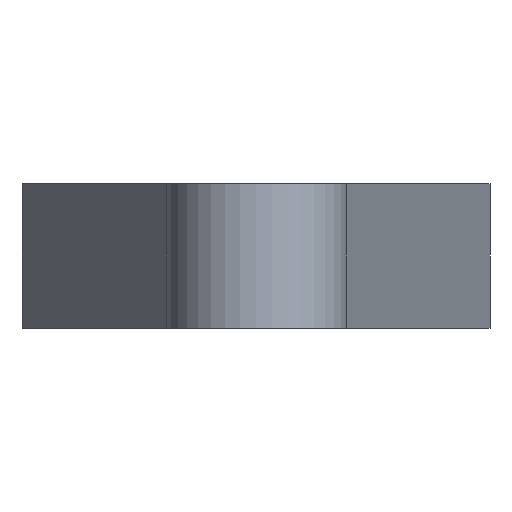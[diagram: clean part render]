
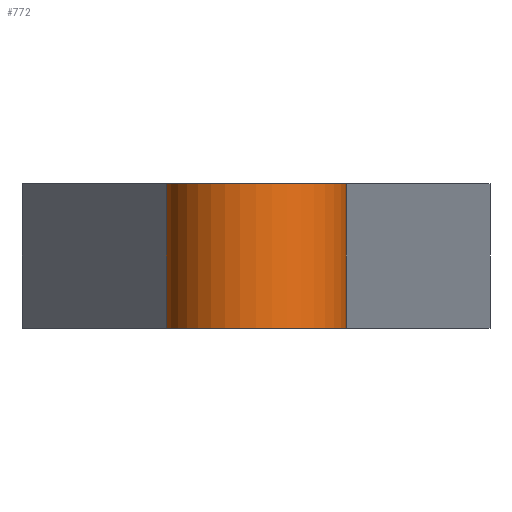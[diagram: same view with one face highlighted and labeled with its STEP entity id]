
A CAD part, left-side view. The second image highlights one B-rep face of the part: STEP entity #772.
In plain terms, the highlighted cylindrical face has radius 5 mm (diameter 10 mm), a partial arc.
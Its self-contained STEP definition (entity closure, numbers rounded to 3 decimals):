
#28=CYLINDRICAL_SURFACE('',#841,5.);
#41=CIRCLE('',#835,5.);
#44=CIRCLE('',#840,5.);
#73=FACE_OUTER_BOUND('',#122,.T.);
#122=EDGE_LOOP('',(#644,#645,#646,#647));
#215=LINE('',#1249,#307);
#216=LINE('',#1250,#308);
#307=VECTOR('',#1017,10.);
#308=VECTOR('',#1018,10.);
#363=VERTEX_POINT('',#1185);
#364=VERTEX_POINT('',#1186);
#378=VERTEX_POINT('',#1219);
#379=VERTEX_POINT('',#1220);
#453=EDGE_CURVE('',#363,#364,#41,.T.);
#470=EDGE_CURVE('',#378,#379,#44,.T.);
#485=EDGE_CURVE('',#364,#378,#215,.T.);
#486=EDGE_CURVE('',#379,#363,#216,.T.);
#644=ORIENTED_EDGE('',*,*,#470,.F.);
#645=ORIENTED_EDGE('',*,*,#485,.F.);
#646=ORIENTED_EDGE('',*,*,#453,.F.);
#647=ORIENTED_EDGE('',*,*,#486,.F.);
#772=ADVANCED_FACE('',(#73),#28,.T.);
#835=AXIS2_PLACEMENT_3D('',#1187,#975,#976);
#840=AXIS2_PLACEMENT_3D('',#1221,#999,#1000);
#841=AXIS2_PLACEMENT_3D('',#1248,#1015,#1016);
#975=DIRECTION('center_axis',(0.,0.,-1.));
#976=DIRECTION('ref_axis',(-0.707,0.707,0.));
#999=DIRECTION('center_axis',(0.,0.,1.));
#1000=DIRECTION('ref_axis',(-0.707,0.707,0.));
#1015=DIRECTION('center_axis',(0.,0.,-1.));
#1016=DIRECTION('ref_axis',(-0.707,0.707,0.));
#1017=DIRECTION('',(0.,0.,1.));
#1018=DIRECTION('',(0.,0.,-1.));
#1185=CARTESIAN_POINT('',(-95.,-5.,-4.));
#1186=CARTESIAN_POINT('',(-95.,5.,-4.));
#1187=CARTESIAN_POINT('Origin',(-95.,0.,
-4.));
#1219=CARTESIAN_POINT('',(-95.,5.,4.));
#1220=CARTESIAN_POINT('',(-95.,-5.,4.));
#1221=CARTESIAN_POINT('Origin',(-95.,0.,
4.));
#1248=CARTESIAN_POINT('Origin',(-95.,0.,
0.));
#1249=CARTESIAN_POINT('',(-95.,5.,0.));
#1250=CARTESIAN_POINT('',(-95.,-5.,0.));
